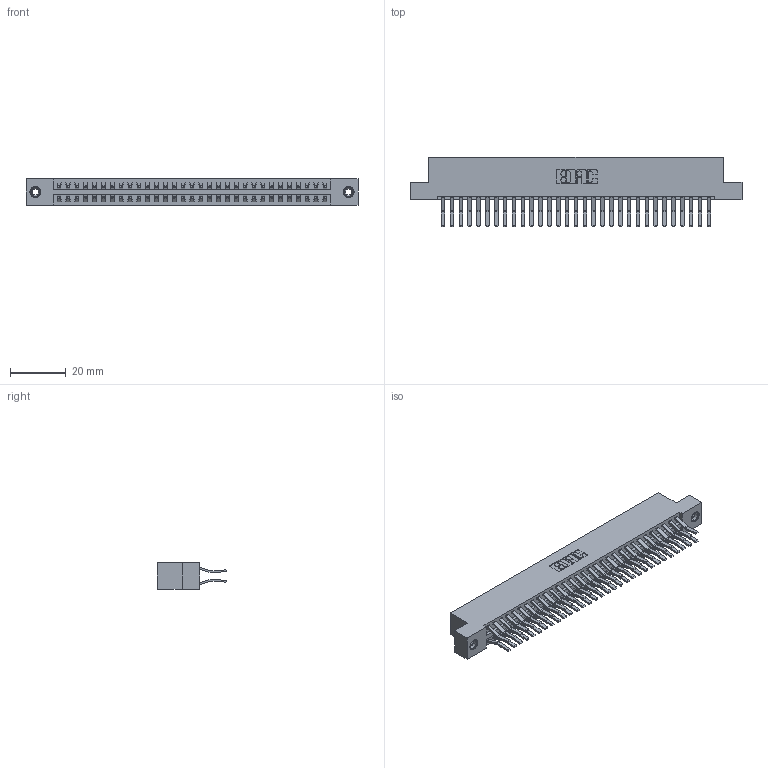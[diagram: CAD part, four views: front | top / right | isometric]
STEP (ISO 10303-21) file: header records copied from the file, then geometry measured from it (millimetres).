
FILE_DESCRIPTION (( 'STEP AP203' ), '1' );
FILE_NAME ('346-062-560-208.STEP', '2022-05-24T14:35:37', ( '' ), ( '' ), 'SwSTEP 2.0', 'SolidWorks 2020', '' );
FILE_SCHEMA (( 'CONFIG_CONTROL_DESIGN' ));
Length unit declared in the file: inch
Products named in the file (4): 346-062-560-208; 345-292-001_560 Tail; 345-250-001_345-250-003-102; 346 Part_Flush Mounting Lugs - 0.156 Dia-TI
Assembly tree (65 placements, depth 2):
  346-062-560-208
    346 Part_Flush Mounting Lugs - 0.156 Dia-TI
    345-292-001_560 Tail  x62
    345-250-001_345-250-003-102  x2
Bounding box: 119 x 24.78 x 9.4 mm (x, y, z)
Volume: 11918.3 mm3; surface area: 17313.9 mm2
Topology: 65 solids, 65 shells, 3530 faces, 10447 edges, 6874 vertices
Faces by surface type: plane 2278, cylinder 1236, cone 12, torus 4
Entity records: 22986 total; most frequent: CARTESIAN_POINT 3787, ORIENTED_EDGE 3714, DIRECTION 3419, EDGE_CURVE 1857, LINE 1577, VECTOR 1577, VERTEX_POINT 1232, AXIS2_PLACEMENT_3D 921
